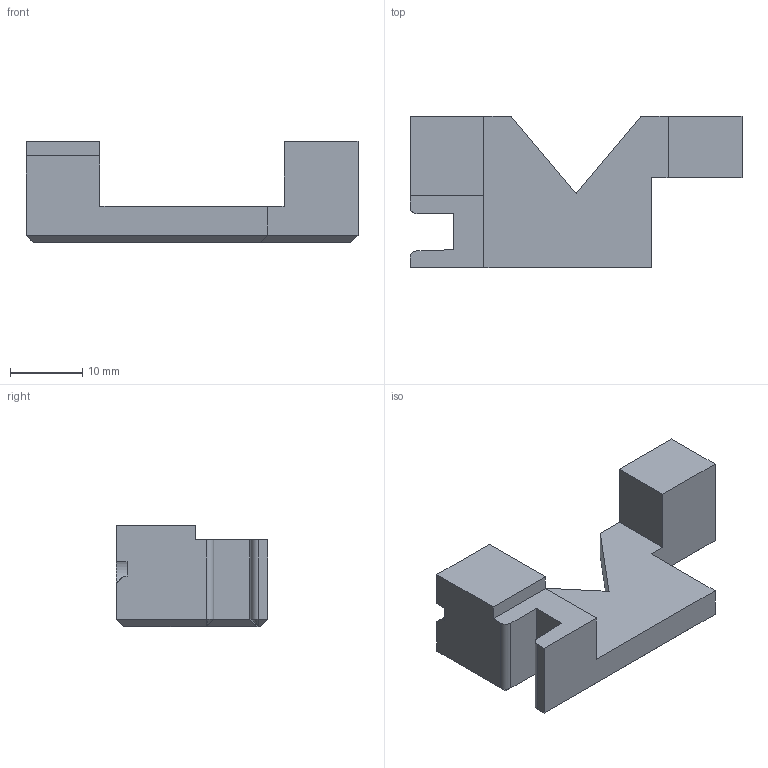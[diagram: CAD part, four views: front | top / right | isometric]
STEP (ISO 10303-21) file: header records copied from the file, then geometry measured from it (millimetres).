
FILE_DESCRIPTION (( 'STEP AP214' ), '1' );
FILE_NAME ('Bed Probe.STEP', '2025-02-28T01:51:29', ( '' ), ( '' ), 'SwSTEP 2.0', 'SolidWorks 2022', '' );
FILE_SCHEMA (( 'AUTOMOTIVE_DESIGN' ));
Length unit declared in the file: millimetre
Products named in the file (1): Bed Probe
Bounding box: 46 x 21 x 14 mm (x, y, z)
Volume: 5568 mm3; surface area: 3023.5 mm2
Topology: 1 solids, 1 shells, 49 faces, 126 edges, 77 vertices
Faces by surface type: plane 42, cylinder 5, cone 2
Entity records: 1466 total; most frequent: CARTESIAN_POINT 257, ORIENTED_EDGE 248, DIRECTION 232, EDGE_CURVE 124, LINE 112, VECTOR 112, VERTEX_POINT 77, AXIS2_PLACEMENT_3D 60
